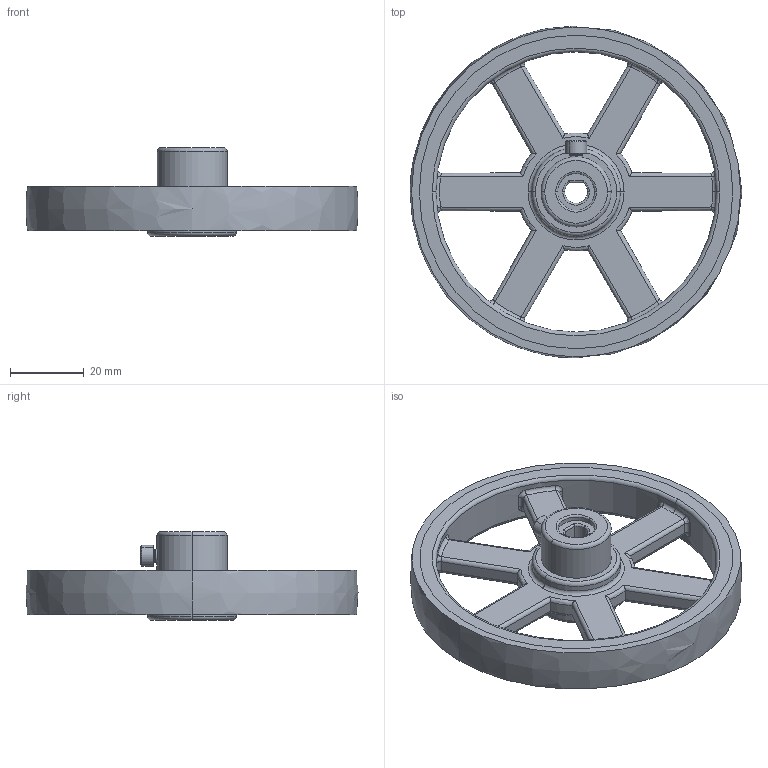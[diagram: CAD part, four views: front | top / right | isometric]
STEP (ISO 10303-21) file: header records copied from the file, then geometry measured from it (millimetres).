
FILE_DESCRIPTION (( 'STEP AP214' ), '1' );
FILE_NAME ('40222_TXP-90mm Wheel1.STEP', '2017-03-28T20:17:15', ( '' ), ( '' ), 'SwSTEP 2.0', 'SolidWorks 2016', '' );
FILE_SCHEMA (( 'AUTOMOTIVE_DESIGN' ));
Length unit declared in the file: millimetre
Products named in the file (2): 40222_TXP-90mm Wheel1
Bounding box: 89.96 x 90 x 24 mm (x, y, z)
Volume: 37780.1 mm3; surface area: 25201.9 mm2
Topology: 3 solids, 3 shells, 273 faces, 615 edges, 348 vertices
Faces by surface type: cylinder 99, cone 56, torus 50, plane 42, bspline 24, sphere 2
Entity records: 12006 total; most frequent: CARTESIAN_POINT 2922, DIRECTION 1336, ORIENTED_EDGE 1216, EDGE_CURVE 608, AXIS2_PLACEMENT_3D 555, VERTEX_POINT 345, CIRCLE 304, EDGE_LOOP 295
